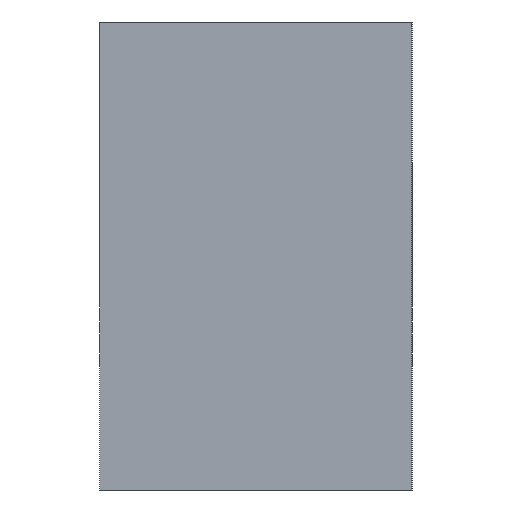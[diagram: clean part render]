
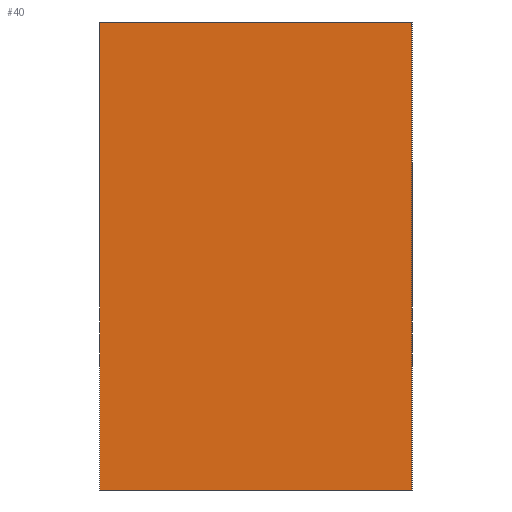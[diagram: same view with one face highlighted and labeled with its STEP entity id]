
A CAD part, left-side view. The second image highlights one B-rep face of the part: STEP entity #40.
In plain terms, the highlighted planar face has unit normal (-1, 0, 0).
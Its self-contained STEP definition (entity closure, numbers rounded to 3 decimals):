
#1 = FACE_OUTER_BOUND ( 'NONE', #354, .T. ) ;
#22 = ORIENTED_EDGE ( 'NONE', *, *, #108, .T. ) ;
#24 = VERTEX_POINT ( 'NONE', #302 ) ;
#40 = ADVANCED_FACE ( 'NONE', ( #1 ), #155, .F. ) ;
#41 = LINE ( 'NONE', #157, #355 ) ;
#43 = CARTESIAN_POINT ( 'NONE',  ( -75., 20., 15. ) ) ;
#51 = VECTOR ( 'NONE', #179, 1000. ) ;
#64 = VERTEX_POINT ( 'NONE', #381 ) ;
#108 = EDGE_CURVE ( 'NONE', #279, #64, #41, .T. ) ;
#130 = DIRECTION ( 'NONE',  ( 0., 0., 1. ) ) ;
#133 = DIRECTION ( 'NONE',  ( 0., 0., -1. ) ) ;
#134 = CARTESIAN_POINT ( 'NONE',  ( -75., 20., 15. ) ) ;
#144 = CARTESIAN_POINT ( 'NONE',  ( -75., 20., 15. ) ) ;
#151 = LINE ( 'NONE', #332, #51 ) ;
#155 = PLANE ( 'NONE',  #189 ) ;
#157 = CARTESIAN_POINT ( 'NONE',  ( -75., 0., 15. ) ) ;
#169 = EDGE_CURVE ( 'NONE', #24, #216, #317, .T. ) ;
#179 = DIRECTION ( 'NONE',  ( 0., -1., 0. ) ) ;
#189 = AXIS2_PLACEMENT_3D ( 'NONE', #144, #254, #133 ) ;
#201 = VECTOR ( 'NONE', #388, 1000. ) ;
#210 = CARTESIAN_POINT ( 'NONE',  ( -75., 0., -15. ) ) ;
#216 = VERTEX_POINT ( 'NONE', #134 ) ;
#223 = DIRECTION ( 'NONE',  ( 0., 0., 1. ) ) ;
#232 = ORIENTED_EDGE ( 'NONE', *, *, #352, .F. ) ;
#235 = EDGE_CURVE ( 'NONE', #24, #279, #259, .T. ) ;
#254 = DIRECTION ( 'NONE',  ( 1., 0., 0. ) ) ;
#259 = LINE ( 'NONE', #319, #201 ) ;
#279 = VERTEX_POINT ( 'NONE', #210 ) ;
#298 = VECTOR ( 'NONE', #130, 1000. ) ;
#302 = CARTESIAN_POINT ( 'NONE',  ( -75., 20., -15. ) ) ;
#317 = LINE ( 'NONE', #43, #298 ) ;
#319 = CARTESIAN_POINT ( 'NONE',  ( -75., 20., -15. ) ) ;
#332 = CARTESIAN_POINT ( 'NONE',  ( -75., 20., 15. ) ) ;
#352 = EDGE_CURVE ( 'NONE', #216, #64, #151, .T. ) ;
#354 = EDGE_LOOP ( 'NONE', ( #22, #232, #370, #389 ) ) ;
#355 = VECTOR ( 'NONE', #223, 1000. ) ;
#370 = ORIENTED_EDGE ( 'NONE', *, *, #169, .F. ) ;
#381 = CARTESIAN_POINT ( 'NONE',  ( -75., 0., 15. ) ) ;
#388 = DIRECTION ( 'NONE',  ( 0., -1., 0. ) ) ;
#389 = ORIENTED_EDGE ( 'NONE', *, *, #235, .T. ) ;
